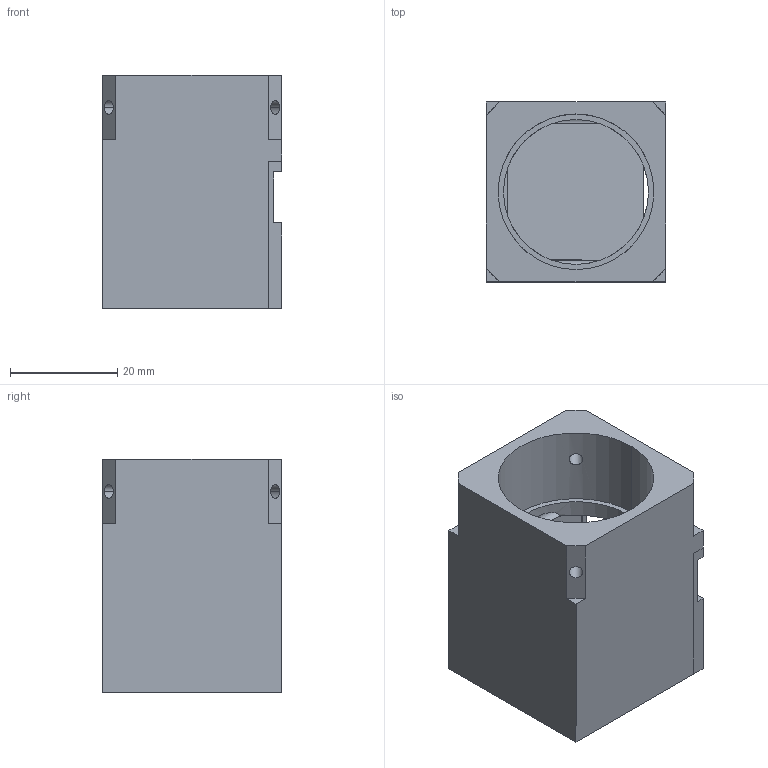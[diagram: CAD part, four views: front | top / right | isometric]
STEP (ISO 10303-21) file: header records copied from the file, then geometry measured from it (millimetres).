
FILE_DESCRIPTION (( 'STEP AP203' ), '1' );
FILE_NAME ('XF-ADL90-29D-12.6蚾饜芞-20150708V5.STEP', '2016-06-27T01:55:52', ( 'Lxtx999.CoM' ), ( 'Lxtx999.CoM' ), 'SwSTEP 2.0', 'SolidWorks 2014', '' );
FILE_SCHEMA (( 'CONFIG_CONTROL_DESIGN' ));
Length unit declared in the file: millimetre
Products named in the file (4): XF-ADL90-29D-12.6-01翋极_20150708V5; J-MR25.4-01-斜边反射直角反射棱镜-20151019V5; XF-ADL90-29D-02裔赽-20150408V5; XF-ADL90-29D-12.6蚾饜芞-20150708V5
Assembly tree (3 placements, depth 2):
  XF-ADL90-29D-12.6蚾饜芞-20150708V5
    XF-ADL90-29D-12.6-01翋极_20150708V5
    J-MR25.4-01-斜边反射直角反射棱镜-20151019V5
    XF-ADL90-29D-02裔赽-20150408V5
Bounding box: 33.5 x 33.5 x 43.5 mm (x, y, z)
Volume: 25593 mm3; surface area: 13963.2 mm2
Topology: 3 solids, 3 shells, 73 faces, 195 edges, 126 vertices
Faces by surface type: plane 45, cylinder 24, cone 4
Entity records: 2895 total; most frequent: CARTESIAN_POINT 632, DIRECTION 383, ORIENTED_EDGE 382, EDGE_CURVE 191, LINE 137, VECTOR 137, VERTEX_POINT 126, AXIS2_PLACEMENT_3D 123
